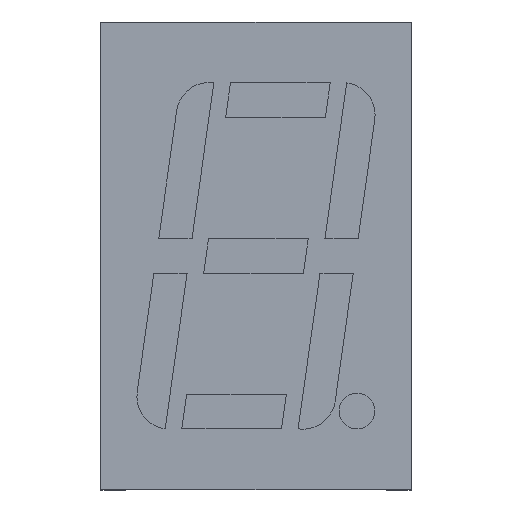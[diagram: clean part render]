
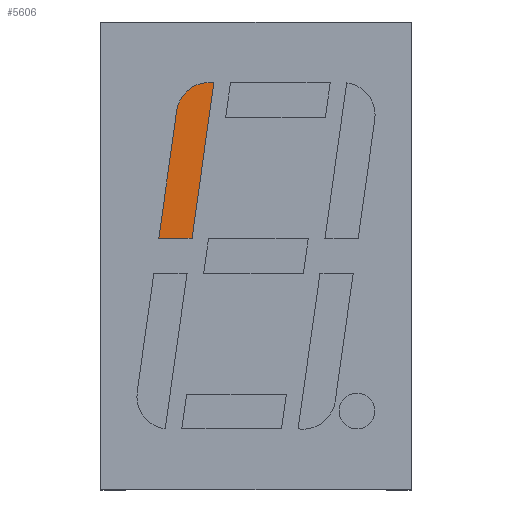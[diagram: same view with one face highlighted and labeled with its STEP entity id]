
A CAD part, top view. The second image highlights one B-rep face of the part: STEP entity #5606.
In plain terms, the highlighted planar face has unit normal (0, 0, 1).
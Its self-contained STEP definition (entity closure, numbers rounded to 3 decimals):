
#1511 = CYLINDRICAL_SURFACE('',#1512,1.337);
#1512 = AXIS2_PLACEMENT_3D('',#1513,#1514,#1515);
#1513 = CARTESIAN_POINT('',(-1.898,5.707,8.));
#1514 = DIRECTION('',(0.,0.,1.));
#1515 = DIRECTION('',(1.,0.,0.));
#1539 = PLANE('',#1540);
#1540 = AXIS2_PLACEMENT_3D('',#1541,#1542,#1543);
#1541 = CARTESIAN_POINT('',(-1.712,7.031,8.));
#1542 = DIRECTION('',(-0.99,0.139,0.));
#1543 = DIRECTION('',(-0.139,-0.99,0.));
#1567 = PLANE('',#1568);
#1568 = AXIS2_PLACEMENT_3D('',#1569,#1570,#1571);
#1569 = CARTESIAN_POINT('',(-2.599,0.717,8.));
#1570 = DIRECTION('',(0.,1.,0.));
#1571 = DIRECTION('',(-1.,0.,0.));
#1593 = PLANE('',#1594);
#1594 = AXIS2_PLACEMENT_3D('',#1595,#1596,#1597);
#1595 = CARTESIAN_POINT('',(-3.949,0.717,8.));
#1596 = DIRECTION('',(0.99,-0.139,0.));
#1597 = DIRECTION('',(0.139,0.99,0.));
#3770 = VERTEX_POINT('',#3771);
#3771 = CARTESIAN_POINT('',(-1.712,7.031,7.95));
#3792 = EDGE_CURVE('',#3770,#3793,#3795,.T.);
#3793 = VERTEX_POINT('',#3794);
#3794 = CARTESIAN_POINT('',(-3.222,5.893,7.95));
#3795 = SURFACE_CURVE('',#3796,(#3801,#3808),.PCURVE_S1.);
#3796 = CIRCLE('',#3797,1.337);
#3797 = AXIS2_PLACEMENT_3D('',#3798,#3799,#3800);
#3798 = CARTESIAN_POINT('',(-1.898,5.707,7.95));
#3799 = DIRECTION('',(0.,0.,1.));
#3800 = DIRECTION('',(1.,0.,0.));
#3801 = PCURVE('',#1511,#3802);
#3802 = DEFINITIONAL_REPRESENTATION('',(#3803),#3807);
#3803 = LINE('',#3804,#3805);
#3804 = CARTESIAN_POINT('',(0.,-0.05));
#3805 = VECTOR('',#3806,1.);
#3806 = DIRECTION('',(1.,0.));
#3807 = ( GEOMETRIC_REPRESENTATION_CONTEXT(2) 
PARAMETRIC_REPRESENTATION_CONTEXT() REPRESENTATION_CONTEXT('2D SPACE',''
  ) );
#3808 = PCURVE('',#3809,#3814);
#3809 = PLANE('',#3810);
#3810 = AXIS2_PLACEMENT_3D('',#3811,#3812,#3813);
#3811 = CARTESIAN_POINT('',(0.161,-0.249,7.95));
#3812 = DIRECTION('',(0.,0.,1.));
#3813 = DIRECTION('',(1.,0.,0.));
#3814 = DEFINITIONAL_REPRESENTATION('',(#3815),#3819);
#3815 = CIRCLE('',#3816,1.337);
#3816 = AXIS2_PLACEMENT_2D('',#3817,#3818);
#3817 = CARTESIAN_POINT('',(-2.059,5.956));
#3818 = DIRECTION('',(1.,0.));
#3819 = ( GEOMETRIC_REPRESENTATION_CONTEXT(2) 
PARAMETRIC_REPRESENTATION_CONTEXT() REPRESENTATION_CONTEXT('2D SPACE',''
  ) );
#3847 = VERTEX_POINT('',#3848);
#3848 = CARTESIAN_POINT('',(-3.949,0.717,7.95));
#3869 = EDGE_CURVE('',#3847,#3793,#3870,.T.);
#3870 = SURFACE_CURVE('',#3871,(#3875,#3882),.PCURVE_S1.);
#3871 = LINE('',#3872,#3873);
#3872 = CARTESIAN_POINT('',(-3.949,0.717,7.95));
#3873 = VECTOR('',#3874,1.);
#3874 = DIRECTION('',(0.139,0.99,0.));
#3875 = PCURVE('',#1593,#3876);
#3876 = DEFINITIONAL_REPRESENTATION('',(#3877),#3881);
#3877 = LINE('',#3878,#3879);
#3878 = CARTESIAN_POINT('',(0.,-0.05));
#3879 = VECTOR('',#3880,1.);
#3880 = DIRECTION('',(1.,0.));
#3881 = ( GEOMETRIC_REPRESENTATION_CONTEXT(2) 
PARAMETRIC_REPRESENTATION_CONTEXT() REPRESENTATION_CONTEXT('2D SPACE',''
  ) );
#3882 = PCURVE('',#3809,#3883);
#3883 = DEFINITIONAL_REPRESENTATION('',(#3884),#3888);
#3884 = LINE('',#3885,#3886);
#3885 = CARTESIAN_POINT('',(-4.11,0.967));
#3886 = VECTOR('',#3887,1.);
#3887 = DIRECTION('',(0.139,0.99));
#3888 = ( GEOMETRIC_REPRESENTATION_CONTEXT(2) 
PARAMETRIC_REPRESENTATION_CONTEXT() REPRESENTATION_CONTEXT('2D SPACE',''
  ) );
#3896 = VERTEX_POINT('',#3897);
#3897 = CARTESIAN_POINT('',(-2.599,0.717,7.95));
#3918 = EDGE_CURVE('',#3896,#3847,#3919,.T.);
#3919 = SURFACE_CURVE('',#3920,(#3924,#3931),.PCURVE_S1.);
#3920 = LINE('',#3921,#3922);
#3921 = CARTESIAN_POINT('',(-2.599,0.717,7.95));
#3922 = VECTOR('',#3923,1.);
#3923 = DIRECTION('',(-1.,0.,0.));
#3924 = PCURVE('',#1567,#3925);
#3925 = DEFINITIONAL_REPRESENTATION('',(#3926),#3930);
#3926 = LINE('',#3927,#3928);
#3927 = CARTESIAN_POINT('',(0.,-0.05));
#3928 = VECTOR('',#3929,1.);
#3929 = DIRECTION('',(1.,0.));
#3930 = ( GEOMETRIC_REPRESENTATION_CONTEXT(2) 
PARAMETRIC_REPRESENTATION_CONTEXT() REPRESENTATION_CONTEXT('2D SPACE',''
  ) );
#3931 = PCURVE('',#3809,#3932);
#3932 = DEFINITIONAL_REPRESENTATION('',(#3933),#3937);
#3933 = LINE('',#3934,#3935);
#3934 = CARTESIAN_POINT('',(-2.76,0.967));
#3935 = VECTOR('',#3936,1.);
#3936 = DIRECTION('',(-1.,0.));
#3937 = ( GEOMETRIC_REPRESENTATION_CONTEXT(2) 
PARAMETRIC_REPRESENTATION_CONTEXT() REPRESENTATION_CONTEXT('2D SPACE',''
  ) );
#3945 = EDGE_CURVE('',#3770,#3896,#3946,.T.);
#3946 = SURFACE_CURVE('',#3947,(#3951,#3958),.PCURVE_S1.);
#3947 = LINE('',#3948,#3949);
#3948 = CARTESIAN_POINT('',(-1.712,7.031,7.95));
#3949 = VECTOR('',#3950,1.);
#3950 = DIRECTION('',(-0.139,-0.99,0.));
#3951 = PCURVE('',#1539,#3952);
#3952 = DEFINITIONAL_REPRESENTATION('',(#3953),#3957);
#3953 = LINE('',#3954,#3955);
#3954 = CARTESIAN_POINT('',(-0.,-0.05));
#3955 = VECTOR('',#3956,1.);
#3956 = DIRECTION('',(1.,0.));
#3957 = ( GEOMETRIC_REPRESENTATION_CONTEXT(2) 
PARAMETRIC_REPRESENTATION_CONTEXT() REPRESENTATION_CONTEXT('2D SPACE',''
  ) );
#3958 = PCURVE('',#3809,#3959);
#3959 = DEFINITIONAL_REPRESENTATION('',(#3960),#3964);
#3960 = LINE('',#3961,#3962);
#3961 = CARTESIAN_POINT('',(-1.873,7.28));
#3962 = VECTOR('',#3963,1.);
#3963 = DIRECTION('',(-0.139,-0.99));
#3964 = ( GEOMETRIC_REPRESENTATION_CONTEXT(2) 
PARAMETRIC_REPRESENTATION_CONTEXT() REPRESENTATION_CONTEXT('2D SPACE',''
  ) );
#5606 = ADVANCED_FACE('',(#5607),#3809,.T.);
#5607 = FACE_BOUND('',#5608,.F.);
#5608 = EDGE_LOOP('',(#5609,#5610,#5611,#5612));
#5609 = ORIENTED_EDGE('',*,*,#3945,.T.);
#5610 = ORIENTED_EDGE('',*,*,#3918,.T.);
#5611 = ORIENTED_EDGE('',*,*,#3869,.T.);
#5612 = ORIENTED_EDGE('',*,*,#3792,.F.);
